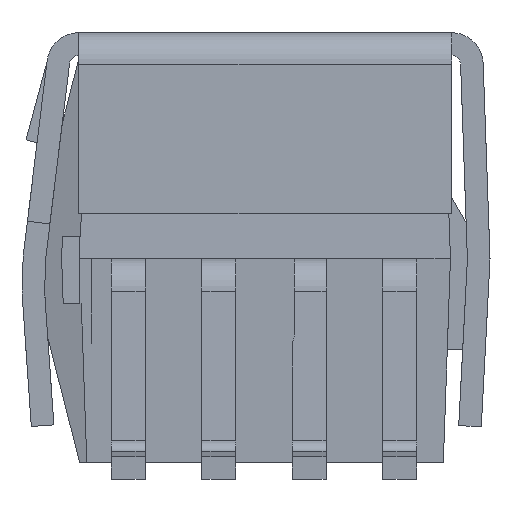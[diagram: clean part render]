
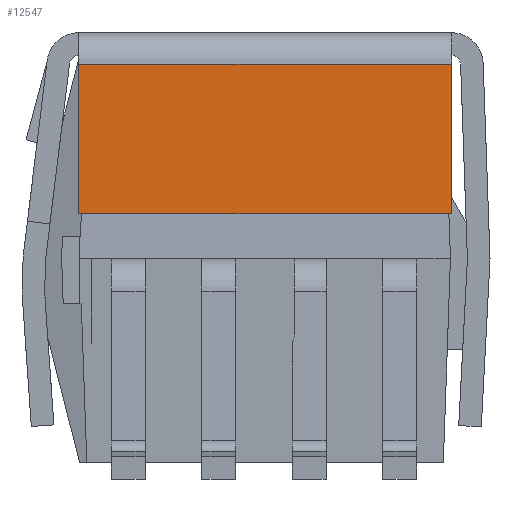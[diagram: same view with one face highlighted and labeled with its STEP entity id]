
A CAD part, left-side view. The second image highlights one B-rep face of the part: STEP entity #12547.
In plain terms, the highlighted planar face has unit normal (-1, 0, 0).
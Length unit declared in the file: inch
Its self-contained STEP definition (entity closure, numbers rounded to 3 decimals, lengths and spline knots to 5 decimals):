
#12508=CARTESIAN_POINT('',(-0.197,-0.0825,0.096));
#12509=DIRECTION('',(-1.0,0.,0.));
#12510=DIRECTION('',(0.,0.,-1.0));
#12511=AXIS2_PLACEMENT_3D('',#12508,#12509,#12510);
#12512=PLANE('',#12511);
#12513=CARTESIAN_POINT('',(-0.197,0.0825,0.096));
#12514=VERTEX_POINT('',#12513);
#12515=CARTESIAN_POINT('',(-0.197,0.0825,0.03));
#12516=VERTEX_POINT('',#12515);
#12517=CARTESIAN_POINT('',(-0.197,0.0825,0.096));
#12518=DIRECTION('',(0.,0.,-1.0));
#12519=VECTOR('',#12518,0.066);
#12520=LINE('',#12517,#12519);
#12521=EDGE_CURVE('',#12514,#12516,#12520,.T.);
#12522=ORIENTED_EDGE('',*,*,#12521,.T.);
#12523=CARTESIAN_POINT('',(-0.197,-0.0825,0.03));
#12524=VERTEX_POINT('',#12523);
#12525=CARTESIAN_POINT('',(-0.197,-0.0825,0.03));
#12526=DIRECTION('',(0.0,1.0,0.0));
#12527=VECTOR('',#12526,0.165);
#12528=LINE('',#12525,#12527);
#12529=EDGE_CURVE('',#12524,#12516,#12528,.T.);
#12530=ORIENTED_EDGE('',*,*,#12529,.F.);
#12531=CARTESIAN_POINT('',(-0.197,-0.0825,0.096));
#12532=VERTEX_POINT('',#12531);
#12533=CARTESIAN_POINT('',(-0.197,-0.0825,0.03));
#12534=DIRECTION('',(0.,0.,1.0));
#12535=VECTOR('',#12534,0.066);
#12536=LINE('',#12533,#12535);
#12537=EDGE_CURVE('',#12524,#12532,#12536,.T.);
#12538=ORIENTED_EDGE('',*,*,#12537,.T.);
#12539=CARTESIAN_POINT('',(-0.197,0.0825,0.096));
#12540=DIRECTION('',(0.0,-1.0,0.0));
#12541=VECTOR('',#12540,0.165);
#12542=LINE('',#12539,#12541);
#12543=EDGE_CURVE('',#12514,#12532,#12542,.T.);
#12544=ORIENTED_EDGE('',*,*,#12543,.F.);
#12545=EDGE_LOOP('',(#12522,#12530,#12538,#12544));
#12546=FACE_OUTER_BOUND('',#12545,.T.);
#12547=ADVANCED_FACE('',(#12546),#12512,.T.);
